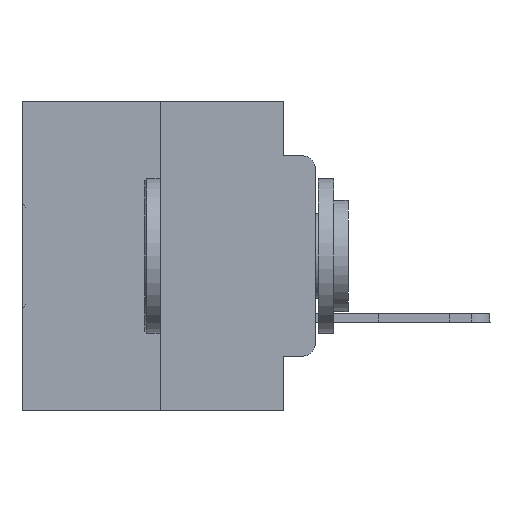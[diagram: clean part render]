
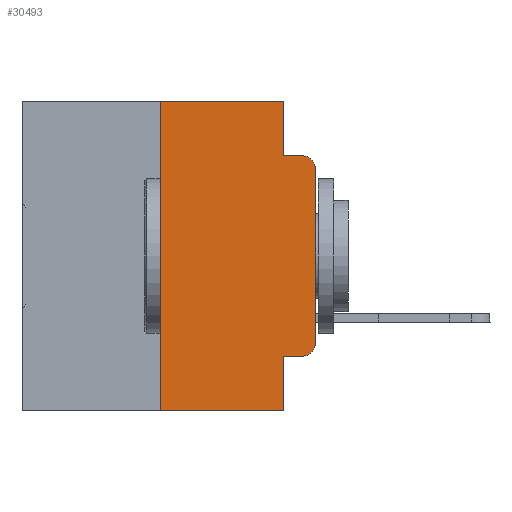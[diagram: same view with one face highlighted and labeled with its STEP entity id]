
A CAD part, left-side view. The second image highlights one B-rep face of the part: STEP entity #30493.
In plain terms, the highlighted planar face has unit normal (-1, 0, 0).
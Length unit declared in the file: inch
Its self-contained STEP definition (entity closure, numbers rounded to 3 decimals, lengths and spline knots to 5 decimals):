
#659 = CIRCLE ( 'NONE', #8571, 0.02 ) ;
#836 = CARTESIAN_POINT ( 'NONE',  ( 0., 0.02, -0.1085 ) ) ;
#1440 = CARTESIAN_POINT ( 'NONE',  ( 0., 0.051, -0.0885 ) ) ;
#1966 = CARTESIAN_POINT ( 'NONE',  ( 0., 0.25, 0. ) ) ;
#2394 = LINE ( 'NONE', #5181, #4733 ) ;
#2702 = CARTESIAN_POINT ( 'NONE',  ( 0., 0.051, -0.0885 ) ) ;
#2919 = CARTESIAN_POINT ( 'NONE',  ( 0., 0.051, -0.4115 ) ) ;
#2945 = VECTOR ( 'NONE', #13888, 39.37008 ) ;
#3120 = VECTOR ( 'NONE', #22700, 39.37008 ) ;
#3938 = LINE ( 'NONE', #22598, #3120 ) ;
#4613 = CARTESIAN_POINT ( 'NONE',  ( 0., 0.051, 0. ) ) ;
#4733 = VECTOR ( 'NONE', #7673, 39.37008 ) ;
#4821 = AXIS2_PLACEMENT_3D ( 'NONE', #26910, #31921, #24237 ) ;
#5181 = CARTESIAN_POINT ( 'NONE',  ( 0., 0.473, -0.5 ) ) ;
#5291 = FACE_OUTER_BOUND ( 'NONE', #27230, .T. ) ;
#5474 = CARTESIAN_POINT ( 'NONE',  ( 0., 0.051, -0.5 ) ) ;
#5708 = ORIENTED_EDGE ( 'NONE', *, *, #30928, .F. ) ;
#5930 = EDGE_CURVE ( 'NONE', #13538, #15735, #21325, .T. ) ;
#6524 = VERTEX_POINT ( 'NONE', #20301 ) ;
#6595 = DIRECTION ( 'NONE',  ( 0., 0., 1. ) ) ;
#7167 = VERTEX_POINT ( 'NONE', #5474 ) ;
#7673 = DIRECTION ( 'NONE',  ( 0., -1., 0. ) ) ;
#8291 = ORIENTED_EDGE ( 'NONE', *, *, #27915, .F. ) ;
#8571 = AXIS2_PLACEMENT_3D ( 'NONE', #836, #15565, #18035 ) ;
#8998 = ORIENTED_EDGE ( 'NONE', *, *, #18606, .T. ) ;
#9103 = CARTESIAN_POINT ( 'NONE',  ( 0., 0.25, -0.5 ) ) ;
#9227 = DIRECTION ( 'NONE',  ( 0., -1., 0. ) ) ;
#9386 = ORIENTED_EDGE ( 'NONE', *, *, #21343, .T. ) ;
#11214 = EDGE_CURVE ( 'NONE', #25955, #17179, #19102, .T. ) ;
#11961 = VERTEX_POINT ( 'NONE', #2919 ) ;
#12606 = EDGE_CURVE ( 'NONE', #25955, #7167, #2394, .T. ) ;
#12897 = VECTOR ( 'NONE', #9227, 39.37008 ) ;
#13181 = LINE ( 'NONE', #31899, #26288 ) ;
#13273 = CARTESIAN_POINT ( 'NONE',  ( 0., 0., -0.1085 ) ) ;
#13538 = VERTEX_POINT ( 'NONE', #26105 ) ;
#13888 = DIRECTION ( 'NONE',  ( 0., -1., 0. ) ) ;
#14217 = LINE ( 'NONE', #1440, #2945 ) ;
#15565 = DIRECTION ( 'NONE',  ( -1., 0., 0. ) ) ;
#15735 = VERTEX_POINT ( 'NONE', #21189 ) ;
#15758 = AXIS2_PLACEMENT_3D ( 'NONE', #22892, #27865, #30322 ) ;
#15992 = EDGE_CURVE ( 'NONE', #15735, #19599, #21090, .T. ) ;
#16016 = LINE ( 'NONE', #21387, #12897 ) ;
#16698 = CARTESIAN_POINT ( 'NONE',  ( 0., 0.473, 0. ) ) ;
#17179 = VERTEX_POINT ( 'NONE', #24721 ) ;
#17261 = ORIENTED_EDGE ( 'NONE', *, *, #5930, .T. ) ;
#17676 = ORIENTED_EDGE ( 'NONE', *, *, #11214, .F. ) ;
#18035 = DIRECTION ( 'NONE',  ( 0., 0., -1. ) ) ;
#18606 = EDGE_CURVE ( 'NONE', #19599, #6524, #659, .T. ) ;
#19102 = LINE ( 'NONE', #1966, #25608 ) ;
#19582 = PLANE ( 'NONE',  #4821 ) ;
#19599 = VERTEX_POINT ( 'NONE', #13273 ) ;
#20301 = CARTESIAN_POINT ( 'NONE',  ( 0., 0.02, -0.0885 ) ) ;
#21090 = LINE ( 'NONE', #21344, #28807 ) ;
#21189 = CARTESIAN_POINT ( 'NONE',  ( 0., 0., -0.3915 ) ) ;
#21325 = CIRCLE ( 'NONE', #15758, 0.02 ) ;
#21343 = EDGE_CURVE ( 'NONE', #11961, #13538, #16016, .T. ) ;
#21344 = CARTESIAN_POINT ( 'NONE',  ( 0., 0., 0. ) ) ;
#21387 = CARTESIAN_POINT ( 'NONE',  ( 0., 0.051, -0.4115 ) ) ;
#22269 = ORIENTED_EDGE ( 'NONE', *, *, #12606, .T. ) ;
#22376 = EDGE_CURVE ( 'NONE', #11961, #7167, #3938, .T. ) ;
#22598 = CARTESIAN_POINT ( 'NONE',  ( 0., 0.051, 0. ) ) ;
#22700 = DIRECTION ( 'NONE',  ( 0., 0., -1. ) ) ;
#22892 = CARTESIAN_POINT ( 'NONE',  ( 0., 0.02, -0.3915 ) ) ;
#23047 = EDGE_CURVE ( 'NONE', #25459, #26703, #13181, .T. ) ;
#24237 = DIRECTION ( 'NONE',  ( 0., 0., -1. ) ) ;
#24517 = LINE ( 'NONE', #16698, #24866 ) ;
#24721 = CARTESIAN_POINT ( 'NONE',  ( 0., 0.25, 0. ) ) ;
#24866 = VECTOR ( 'NONE', #26830, 39.37008 ) ;
#25193 = ORIENTED_EDGE ( 'NONE', *, *, #15992, .T. ) ;
#25378 = ORIENTED_EDGE ( 'NONE', *, *, #23047, .F. ) ;
#25459 = VERTEX_POINT ( 'NONE', #4613 ) ;
#25608 = VECTOR ( 'NONE', #29852, 39.37008 ) ;
#25955 = VERTEX_POINT ( 'NONE', #9103 ) ;
#26105 = CARTESIAN_POINT ( 'NONE',  ( 0., 0.02, -0.4115 ) ) ;
#26288 = VECTOR ( 'NONE', #26887, 39.37008 ) ;
#26703 = VERTEX_POINT ( 'NONE', #2702 ) ;
#26830 = DIRECTION ( 'NONE',  ( 0., -1., 0. ) ) ;
#26887 = DIRECTION ( 'NONE',  ( 0., 0., -1. ) ) ;
#26910 = CARTESIAN_POINT ( 'NONE',  ( 0., 0.473, 0. ) ) ;
#27230 = EDGE_LOOP ( 'NONE', ( #25193, #8998, #5708, #25378, #8291, #17676, #22269, #27923, #9386, #17261 ) ) ;
#27865 = DIRECTION ( 'NONE',  ( -1., 0., 0. ) ) ;
#27915 = EDGE_CURVE ( 'NONE', #17179, #25459, #24517, .T. ) ;
#27923 = ORIENTED_EDGE ( 'NONE', *, *, #22376, .F. ) ;
#28807 = VECTOR ( 'NONE', #6595, 39.37008 ) ;
#29852 = DIRECTION ( 'NONE',  ( 0., 0., 1. ) ) ;
#30322 = DIRECTION ( 'NONE',  ( 0., 0., -1. ) ) ;
#30493 = ADVANCED_FACE ( 'NONE', ( #5291 ), #19582, .F. ) ;
#30928 = EDGE_CURVE ( 'NONE', #26703, #6524, #14217, .T. ) ;
#31899 = CARTESIAN_POINT ( 'NONE',  ( 0., 0.051, 0. ) ) ;
#31921 = DIRECTION ( 'NONE',  ( 1., 0., 0. ) ) ;
